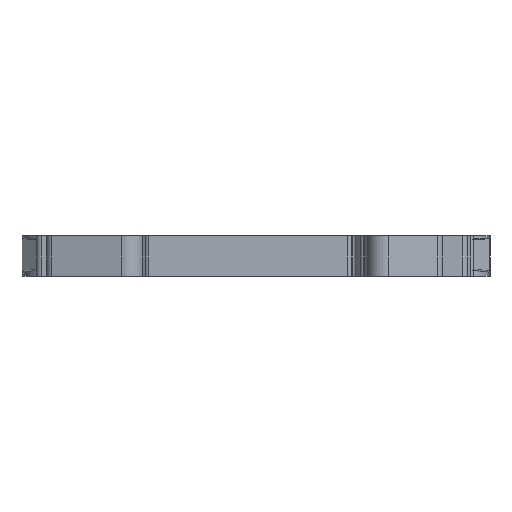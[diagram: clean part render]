
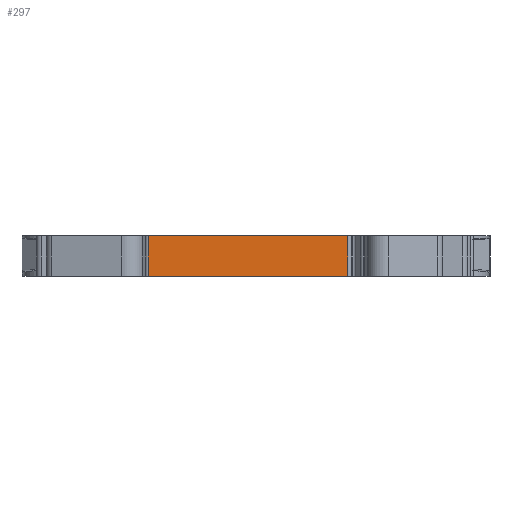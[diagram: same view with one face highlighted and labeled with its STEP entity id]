
A CAD part, front view. The second image highlights one B-rep face of the part: STEP entity #297.
In plain terms, the highlighted planar face has unit normal (0, -1, 0).
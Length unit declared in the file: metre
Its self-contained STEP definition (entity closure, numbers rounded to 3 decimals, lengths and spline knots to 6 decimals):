
#297 = ADVANCED_FACE( 'NONE', ( #730 ), #731, .T. );
#730 = FACE_OUTER_BOUND( '', #1324, .T. );
#731 = PLANE( '', #1325 );
#1324 = EDGE_LOOP( '', ( #2290, #2291, #2292, #2293 ) );
#1325 = AXIS2_PLACEMENT_3D( '', #2294, #2295, #2296 );
#2290 = ORIENTED_EDGE( '', *, *, #3778, .T. );
#2291 = ORIENTED_EDGE( '', *, *, #3907, .T. );
#2292 = ORIENTED_EDGE( '', *, *, #3832, .T. );
#2293 = ORIENTED_EDGE( '', *, *, #3908, .T. );
#2294 = CARTESIAN_POINT( '', ( 0.096752, 0.147432, 0. ) );
#2295 = DIRECTION( '', ( 0., -1., 0. ) );
#2296 = DIRECTION( '', ( 0., 0., -1. ) );
#3778 = EDGE_CURVE( 'NONE', #4550, #4548, #4551, .T. );
#3832 = EDGE_CURVE( 'NONE', #4640, #4641, #4642, .T. );
#3907 = EDGE_CURVE( 'NONE', #4548, #4640, #4763, .T. );
#3908 = EDGE_CURVE( 'NONE', #4641, #4550, #4764, .F. );
#4548 = VERTEX_POINT( 'NONE', #5692 );
#4550 = VERTEX_POINT( 'NONE', #5694 );
#4551 = LINE( '', #5695, #5696 );
#4640 = VERTEX_POINT( 'NONE', #5852 );
#4641 = VERTEX_POINT( 'NONE', #5853 );
#4642 = LINE( '', #5854, #5855 );
#4763 = LINE( '', #6019, #6020 );
#4764 = LINE( '', #6021, #6022 );
#5692 = CARTESIAN_POINT( '', ( 0.126166, 0.147434, 0. ) );
#5694 = CARTESIAN_POINT( '', ( 0.126166, 0.147434, -0.006 ) );
#5695 = CARTESIAN_POINT( '', ( 0.126166, 0.147434, 0. ) );
#5696 = VECTOR( '', #7146, 1. );
#5852 = CARTESIAN_POINT( '', ( 0.096752, 0.147432, 0. ) );
#5853 = CARTESIAN_POINT( '', ( 0.096752, 0.147432, -0.006 ) );
#5854 = CARTESIAN_POINT( '', ( 0.096752, 0.147432, 0. ) );
#5855 = VECTOR( '', #7191, 1. );
#6019 = CARTESIAN_POINT( '', ( 0.096752, 0.147432, 0. ) );
#6020 = VECTOR( '', #7276, 1. );
#6021 = CARTESIAN_POINT( '', ( 0.096752, 0.147432, -0.006 ) );
#6022 = VECTOR( '', #7277, 1. );
#7146 = DIRECTION( '', ( 0., 0., 1. ) );
#7191 = DIRECTION( '', ( 0., 0., -1. ) );
#7276 = DIRECTION( '', ( -1., 0., 0. ) );
#7277 = DIRECTION( '', ( -1., 0., 0. ) );
